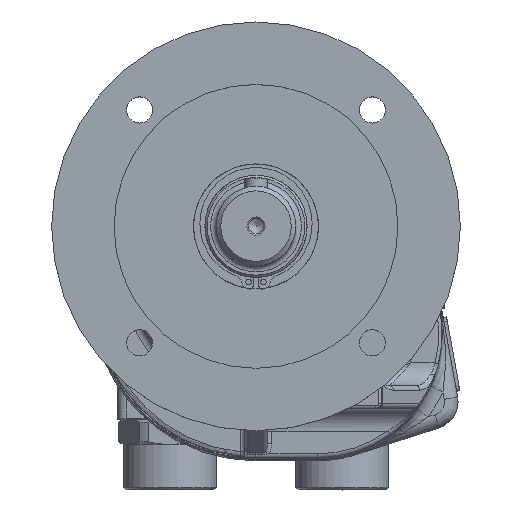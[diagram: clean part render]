
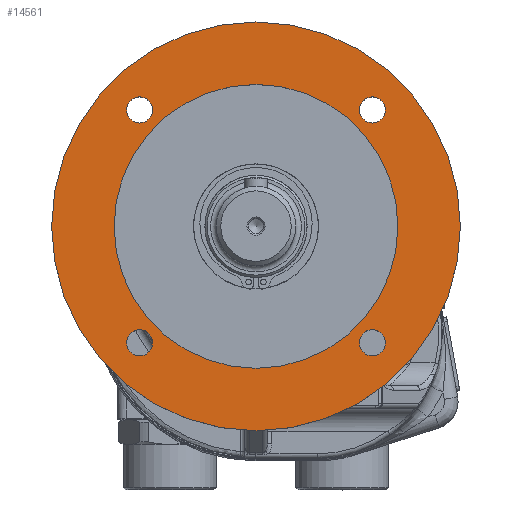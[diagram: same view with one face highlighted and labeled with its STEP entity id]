
A CAD part, top view. The second image highlights one B-rep face of the part: STEP entity #14561.
In plain terms, the highlighted planar face has unit normal (0, 0, 1).
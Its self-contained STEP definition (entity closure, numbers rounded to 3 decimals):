
#133=FACE_BOUND('',#2437,.T.);
#134=FACE_BOUND('',#2438,.T.);
#135=FACE_BOUND('',#2439,.T.);
#136=FACE_BOUND('',#2440,.T.);
#137=FACE_BOUND('',#2441,.T.);
#907=PLANE('',#15903);
#1567=FACE_OUTER_BOUND('',#2436,.T.);
#2436=EDGE_LOOP('',(#11515));
#2437=EDGE_LOOP('',(#11516));
#2438=EDGE_LOOP('',(#11517));
#2439=EDGE_LOOP('',(#11518));
#2440=EDGE_LOOP('',(#11519));
#2441=EDGE_LOOP('',(#11520));
#3343=CIRCLE('',#15902,62.5);
#3344=CIRCLE('',#15904,90.);
#3345=CIRCLE('',#15905,5.75);
#3346=CIRCLE('',#15906,5.75);
#3347=CIRCLE('',#15907,5.75);
#3348=CIRCLE('',#15908,5.75);
#6254=VERTEX_POINT('',#28014);
#6255=VERTEX_POINT('',#28018);
#6256=VERTEX_POINT('',#28020);
#6257=VERTEX_POINT('',#28022);
#6258=VERTEX_POINT('',#28024);
#6259=VERTEX_POINT('',#28026);
#8096=EDGE_CURVE('',#6254,#6254,#3343,.T.);
#8098=EDGE_CURVE('',#6255,#6255,#3344,.T.);
#8099=EDGE_CURVE('',#6256,#6256,#3345,.T.);
#8100=EDGE_CURVE('',#6257,#6257,#3346,.T.);
#8101=EDGE_CURVE('',#6258,#6258,#3347,.T.);
#8102=EDGE_CURVE('',#6259,#6259,#3348,.T.);
#11515=ORIENTED_EDGE('',*,*,#8098,.F.);
#11516=ORIENTED_EDGE('',*,*,#8099,.T.);
#11517=ORIENTED_EDGE('',*,*,#8100,.T.);
#11518=ORIENTED_EDGE('',*,*,#8101,.T.);
#11519=ORIENTED_EDGE('',*,*,#8102,.T.);
#11520=ORIENTED_EDGE('',*,*,#8096,.T.);
#14561=ADVANCED_FACE('',(#1567,#133,#134,#135,#136,#137),#907,.F.);
#15902=AXIS2_PLACEMENT_3D('',#28015,#19174,#19175);
#15903=AXIS2_PLACEMENT_3D('',#28017,#19177,#19178);
#15904=AXIS2_PLACEMENT_3D('',#28019,#19179,#19180);
#15905=AXIS2_PLACEMENT_3D('',#28021,#19181,#19182);
#15906=AXIS2_PLACEMENT_3D('',#28023,#19183,#19184);
#15907=AXIS2_PLACEMENT_3D('',#28025,#19185,#19186);
#15908=AXIS2_PLACEMENT_3D('',#28027,#19187,#19188);
#19174=DIRECTION('center_axis',(0.,0.,
-1.));
#19175=DIRECTION('ref_axis',(0.,1.,0.));
#19177=DIRECTION('center_axis',(0.,0.,
-1.));
#19178=DIRECTION('ref_axis',(0.,-1.,0.));
#19179=DIRECTION('center_axis',(0.,0.,
-1.));
#19180=DIRECTION('ref_axis',(0.,1.,0.));
#19181=DIRECTION('center_axis',(0.,0.,
-1.));
#19182=DIRECTION('ref_axis',(-1.,0.,0.));
#19183=DIRECTION('center_axis',(0.,0.,
-1.));
#19184=DIRECTION('ref_axis',(0.,-1.,0.));
#19185=DIRECTION('center_axis',(0.,0.,
-1.));
#19186=DIRECTION('ref_axis',(1.,0.,0.));
#19187=DIRECTION('center_axis',(0.,0.,
-1.));
#19188=DIRECTION('ref_axis',(0.,1.,0.));
#28014=CARTESIAN_POINT('',(0.,-46.918,216.5));
#28015=CARTESIAN_POINT('Origin',(0.,15.582,216.5));
#28017=CARTESIAN_POINT('Origin',(0.,91.832,216.5));
#28018=CARTESIAN_POINT('',(0.,-74.418,216.5));
#28019=CARTESIAN_POINT('Origin',(0.,15.582,216.5));
#28020=CARTESIAN_POINT('',(-45.515,-35.684,216.5));
#28021=CARTESIAN_POINT('Origin',(-51.265,-35.684,216.5));
#28022=CARTESIAN_POINT('',(51.265,-29.934,216.5));
#28023=CARTESIAN_POINT('Origin',(51.265,-35.684,216.5));
#28024=CARTESIAN_POINT('',(45.515,66.847,216.5));
#28025=CARTESIAN_POINT('Origin',(51.265,66.847,216.5));
#28026=CARTESIAN_POINT('',(-51.265,61.097,216.5));
#28027=CARTESIAN_POINT('Origin',(-51.265,66.847,216.5));
